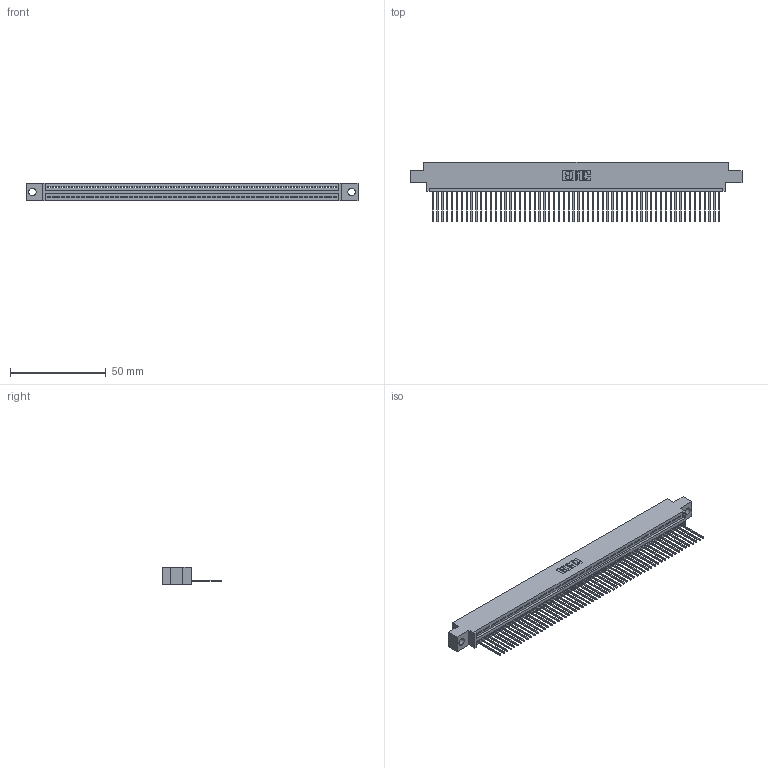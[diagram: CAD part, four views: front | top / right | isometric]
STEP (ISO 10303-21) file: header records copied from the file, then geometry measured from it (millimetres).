
FILE_DESCRIPTION (( 'STEP AP203' ), '1' );
FILE_NAME ('345-060-542-604.STEP', '2021-05-28T15:49:30', ( '' ), ( '' ), 'SwSTEP 2.0', 'SolidWorks 2020', '' );
FILE_SCHEMA (( 'CONFIG_CONTROL_DESIGN' ));
Length unit declared in the file: inch
Products named in the file (3): 345-060-542-604; 345-292-001_345-293-142; 345 Part_0.170 Offset - 0.156 Dia-TI
Assembly tree (61 placements, depth 2):
  345-060-542-604
    345 Part_0.170 Offset - 0.156 Dia-TI
    345-292-001_345-293-142  x60
Bounding box: 173.61 x 31.29 x 9.4 mm (x, y, z)
Volume: 16551.2 mm3; surface area: 23052.9 mm2
Topology: 61 solids, 61 shells, 3624 faces, 10949 edges, 7218 vertices
Faces by surface type: plane 2498, cylinder 1126
Entity records: 43303 total; most frequent: CARTESIAN_POINT 7510, ORIENTED_EDGE 7502, DIRECTION 6531, EDGE_CURVE 3751, VECTOR 3379, LINE 3379, VERTEX_POINT 2498, AXIS2_PLACEMENT_3D 1576
